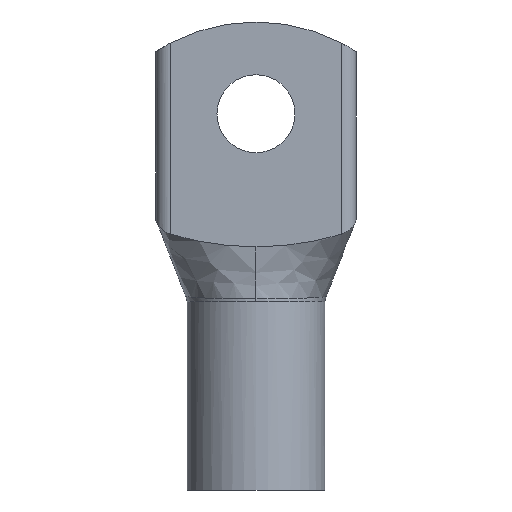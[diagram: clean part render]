
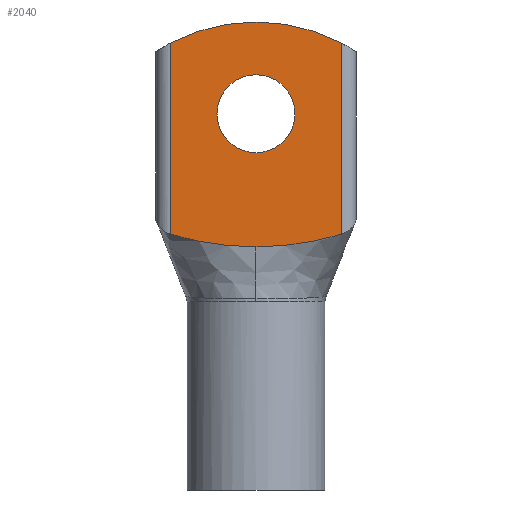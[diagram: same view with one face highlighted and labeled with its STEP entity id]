
A CAD part, front view. The second image highlights one B-rep face of the part: STEP entity #2040.
In plain terms, the highlighted planar face has unit normal (0, -1, 0).
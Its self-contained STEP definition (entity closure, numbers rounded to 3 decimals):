
#43 = EDGE_CURVE ( 'NONE', #390, #2585, #912, .T. ) ;
#52 = CARTESIAN_POINT ( 'NONE',  ( -0.786, 0., 6. ) ) ;
#62 = CARTESIAN_POINT ( 'NONE',  ( -6.934, 0., 6.728 ) ) ;
#84 = VERTEX_POINT ( 'NONE', #775 ) ;
#153 = DIRECTION ( 'NONE',  ( 0., 1., 0. ) ) ;
#224 = LINE ( 'NONE', #1847, #1936 ) ;
#232 = VERTEX_POINT ( 'NONE', #1949 ) ;
#236 = CARTESIAN_POINT ( 'NONE',  ( 0., 0., 6. ) ) ;
#247 = CARTESIAN_POINT ( 'NONE',  ( -8.5, 0., 7.134 ) ) ;
#306 = DIRECTION ( 'NONE',  ( 0., 0., 1. ) ) ;
#319 = CARTESIAN_POINT ( 'NONE',  ( 9.3, 0., 7.376 ) ) ;
#352 = CARTESIAN_POINT ( 'NONE',  ( 0., 0., 24.75 ) ) ;
#390 = VERTEX_POINT ( 'NONE', #561 ) ;
#406 = AXIS2_PLACEMENT_3D ( 'NONE', #2559, #2275, #736 ) ;
#561 = CARTESIAN_POINT ( 'NONE',  ( 0., 0., 16.25 ) ) ;
#648 = VERTEX_POINT ( 'NONE', #2132 ) ;
#666 = CARTESIAN_POINT ( 'NONE',  ( 3.144, 0., 6. ) ) ;
#680 = CIRCLE ( 'NONE', #1016, 4.25 ) ;
#736 = DIRECTION ( 'NONE',  ( 0., 0., 1. ) ) ;
#775 = CARTESIAN_POINT ( 'NONE',  ( -9.3, 0., 7.376 ) ) ;
#778 = CARTESIAN_POINT ( 'NONE',  ( 0., 0., 6. ) ) ;
#782 = B_SPLINE_CURVE_WITH_KNOTS ( 'NONE', 3,
 ( #319, #1328, #666, #236 ),
 .UNSPECIFIED., .F., .F.,
 ( 4, 4 ),
 ( 0., 0.009 ),
 .UNSPECIFIED. ) ;
#801 = DIRECTION ( 'NONE',  ( 0., 0., 1. ) ) ;
#804 = DIRECTION ( 'NONE',  ( 0., -1., 0. ) ) ;
#864 = CARTESIAN_POINT ( 'NONE',  ( -9.3, 0., 7.376 ) ) ;
#875 = CARTESIAN_POINT ( 'NONE',  ( -9.3, 0., 7.376 ) ) ;
#912 = CIRCLE ( 'NONE', #2397, 4.25 ) ;
#939 = DIRECTION ( 'NONE',  ( 0., 0., 1. ) ) ;
#1016 = AXIS2_PLACEMENT_3D ( 'NONE', #1560, #153, #306 ) ;
#1017 = EDGE_LOOP ( 'NONE', ( #1870, #2309 ) ) ;
#1046 = CARTESIAN_POINT ( 'NONE',  ( -9.3, 0., 7.376 ) ) ;
#1144 = CARTESIAN_POINT ( 'NONE',  ( 0., 0., 20.5 ) ) ;
#1222 = CARTESIAN_POINT ( 'NONE',  ( -9.3, 0., 4.833 ) ) ;
#1283 = CARTESIAN_POINT ( 'NONE',  ( -4.631, 0., 6.308 ) ) ;
#1290 = EDGE_CURVE ( 'NONE', #1745, #84, #2622, .T. ) ;
#1328 = CARTESIAN_POINT ( 'NONE',  ( 6.289, 0., 6.465 ) ) ;
#1435 = EDGE_CURVE ( 'NONE', #2585, #390, #680, .T. ) ;
#1459 = CARTESIAN_POINT ( 'NONE',  ( -2.336, 0., 6.058 ) ) ;
#1470 = VECTOR ( 'NONE', #939, 1000. ) ;
#1560 = CARTESIAN_POINT ( 'NONE',  ( 0., 0., 20.5 ) ) ;
#1593 = AXIS2_PLACEMENT_3D ( 'NONE', #1222, #804, #1623 ) ;
#1615 = EDGE_CURVE ( 'NONE', #1948, #232, #2333, .T. ) ;
#1623 = DIRECTION ( 'NONE',  ( 0., 0., -1. ) ) ;
#1628 = EDGE_LOOP ( 'NONE', ( #2494, #2389, #1817, #2400, #2189 ) ) ;
#1733 = CARTESIAN_POINT ( 'NONE',  ( 9.3, 0., 7.376 ) ) ;
#1743 = DIRECTION ( 'NONE',  ( 0., 0., 1. ) ) ;
#1745 = VERTEX_POINT ( 'NONE', #778 ) ;
#1817 = ORIENTED_EDGE ( 'NONE', *, *, #2234, .F. ) ;
#1847 = CARTESIAN_POINT ( 'NONE',  ( -9.3, 0., 4.833 ) ) ;
#1870 = ORIENTED_EDGE ( 'NONE', *, *, #43, .T. ) ;
#1898 = CARTESIAN_POINT ( 'NONE',  ( 0., 0., 6. ) ) ;
#1936 = VECTOR ( 'NONE', #801, 1000. ) ;
#1948 = VERTEX_POINT ( 'NONE', #1733 ) ;
#1949 = CARTESIAN_POINT ( 'NONE',  ( 9.3, 0., 28.206 ) ) ;
#2013 = FACE_BOUND ( 'NONE', #1017, .T. ) ;
#2027 = FACE_OUTER_BOUND ( 'NONE', #1628, .T. ) ;
#2040 = ADVANCED_FACE ( 'NONE', ( #2013, #2027 ), #2464, .T. ) ;
#2132 = CARTESIAN_POINT ( 'NONE',  ( -9.3, 0., 28.206 ) ) ;
#2189 = ORIENTED_EDGE ( 'NONE', *, *, #2270, .F. ) ;
#2217 = DIRECTION ( 'NONE',  ( 0., 1., 0. ) ) ;
#2234 = EDGE_CURVE ( 'NONE', #84, #648, #224, .T. ) ;
#2270 = EDGE_CURVE ( 'NONE', #1948, #1745, #782, .T. ) ;
#2275 = DIRECTION ( 'NONE',  ( 0., -1., 0. ) ) ;
#2287 = EDGE_CURVE ( 'NONE', #232, #648, #2361, .T. ) ;
#2309 = ORIENTED_EDGE ( 'NONE', *, *, #1435, .T. ) ;
#2333 = LINE ( 'NONE', #2388, #1470 ) ;
#2361 = CIRCLE ( 'NONE', #406, 20. ) ;
#2388 = CARTESIAN_POINT ( 'NONE',  ( 9.3, 0., 4.833 ) ) ;
#2389 = ORIENTED_EDGE ( 'NONE', *, *, #2287, .T. ) ;
#2397 = AXIS2_PLACEMENT_3D ( 'NONE', #1144, #2217, #1743 ) ;
#2400 = ORIENTED_EDGE ( 'NONE', *, *, #1290, .F. ) ;
#2464 = PLANE ( 'NONE',  #1593 ) ;
#2494 = ORIENTED_EDGE ( 'NONE', *, *, #1615, .T. ) ;
#2559 = CARTESIAN_POINT ( 'NONE',  ( 0., 0., 10.5 ) ) ;
#2585 = VERTEX_POINT ( 'NONE', #352 ) ;
#2622 = B_SPLINE_CURVE_WITH_KNOTS ( 'NONE', 3,
 ( #1898, #52, #1459, #1283, #62, #247, #864, #1046, #875 ),
 .UNSPECIFIED., .F., .F.,
 ( 4, 1, 1, 1, 2, 4 ),
 ( 0.009, 0.012, 0.014, 0.017, 0.019, 0.019 ),
 .UNSPECIFIED. ) ;
